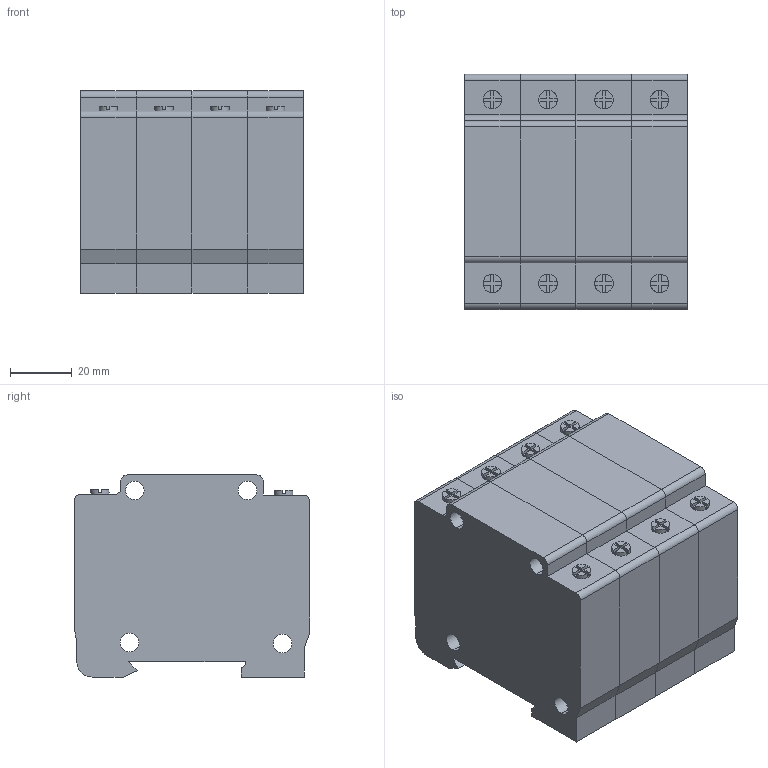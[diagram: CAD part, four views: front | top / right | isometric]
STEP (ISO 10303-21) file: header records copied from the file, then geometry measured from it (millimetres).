
FILE_DESCRIPTION(/* description */ (''),/* implementation_level */ '2;1');
FILE_NAME(/* name */ '416855 v1.step',/* time_stamp */ '2018-06-20T03:53:13+03:00',/* author */ (''),/* organization */ (''),/* preprocessor_version */ 'ST-DEVELOPER v17',/* originating_system */ 'Autodesk Translation Framework v7.1.0.215',/* authorisation */ '');
FILE_SCHEMA (('AUTOMOTIVE_DESIGN { 1 0 10303 214 3 1 1 }'));
Length unit declared in the file: millimetre
Products named in the file (2): 416855; 416855_1
Assembly tree (1 placements, depth 2):
  416855
    416855_1
Bounding box: 72 x 75.94 x 65.3 mm (x, y, z)
Volume: 319901.6 mm3; surface area: 62720 mm2
Topology: 13 solids, 13 shells, 274 faces, 744 edges, 496 vertices
Faces by surface type: plane 202, cylinder 72
Entity records: 8761 total; most frequent: CARTESIAN_POINT 1517, DIRECTION 1506, ORIENTED_EDGE 1488, EDGE_CURVE 744, LINE 536, VECTOR 536, VERTEX_POINT 496, AXIS2_PLACEMENT_3D 485
